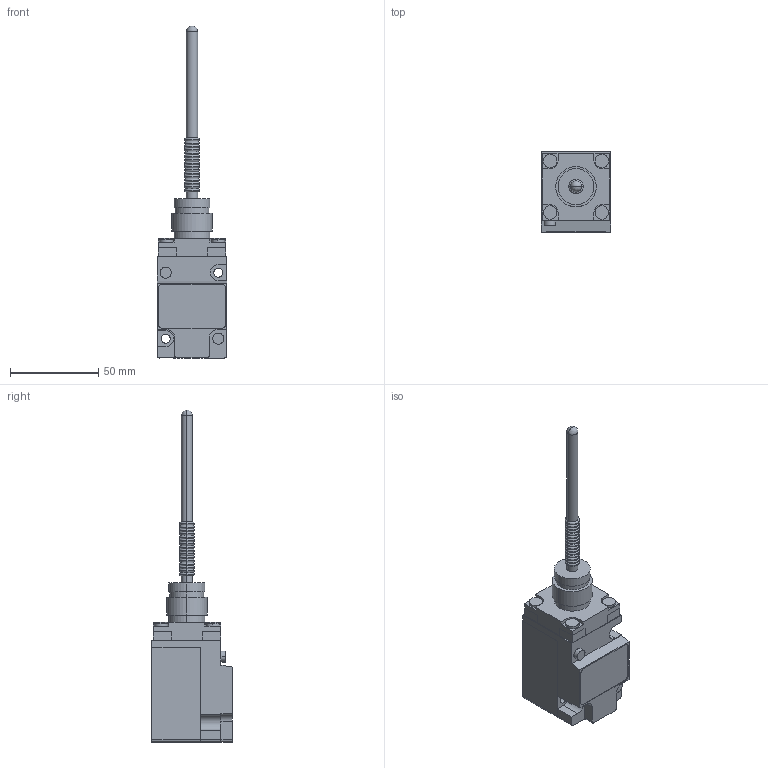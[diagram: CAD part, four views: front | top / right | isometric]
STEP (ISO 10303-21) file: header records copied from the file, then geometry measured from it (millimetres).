
FILE_DESCRIPTION(('STEP AP242'),'1');
FILE_NAME('9007c52j.stp','2021-09-28T11:10:20',('TraceParts'),('TraceParts S.A.'),'Spatial InterOp 3D',' ',' ');
FILE_SCHEMA(('AP242_MANAGED_MODEL_BASED_3D_ENGINEERING_MIM_LF {1 0 10303 442 1 1 4}'));
Length unit declared in the file: millimetre
Products named in the file (1): 9007c52j
Bounding box: 39.37 x 45.47 x 187.71 mm (x, y, z)
Volume: 116346.2 mm3; surface area: 21092.2 mm2
Topology: 1 solids, 1 shells, 221 faces, 530 edges, 325 vertices
Faces by surface type: plane 91, torus 64, cylinder 52, cone 12, sphere 2
Entity records: 8200 total; most frequent: DIRECTION 1218, CARTESIAN_POINT 1075, ORIENTED_EDGE 1056, EDGE_CURVE 528, AXIS2_PLACEMENT_3D 468, VERTEX_POINT 325, LINE 282, VECTOR 282
